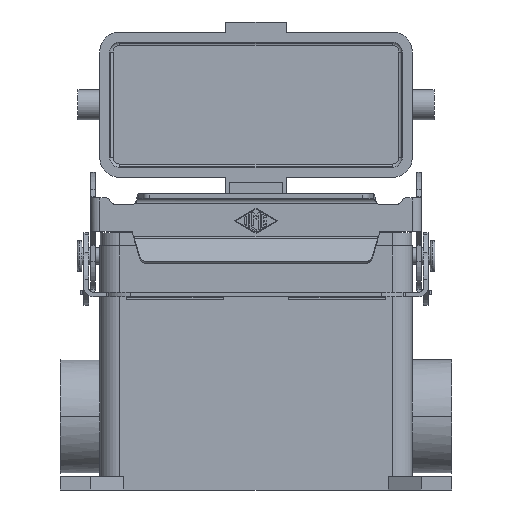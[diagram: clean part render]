
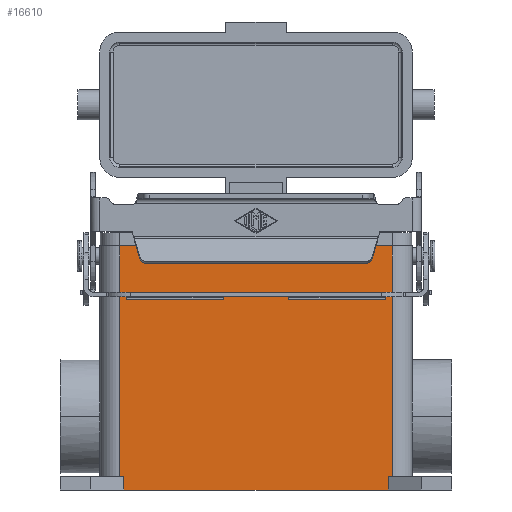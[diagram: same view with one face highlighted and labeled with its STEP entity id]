
A CAD part, front view. The second image highlights one B-rep face of the part: STEP entity #16610.
In plain terms, the highlighted planar face has unit normal (0, -1, 0).
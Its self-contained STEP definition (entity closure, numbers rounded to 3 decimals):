
#16371=CARTESIAN_POINT('',(39.5,-22.25,-70.0));
#16372=VERTEX_POINT('',#16371);
#16379=CARTESIAN_POINT('',(-39.5,-22.25,-70.0));
#16380=VERTEX_POINT('',#16379);
#16381=CARTESIAN_POINT('',(39.5,-22.25,-70.0));
#16382=DIRECTION('',(-1.0,0.0,0.0));
#16383=VECTOR('',#16382,79.0);
#16384=LINE('',#16381,#16383);
#16385=EDGE_CURVE('',#16372,#16380,#16384,.T.);
#16536=CARTESIAN_POINT('',(-39.5,-22.25,-66.0));
#16537=VERTEX_POINT('',#16536);
#16546=CARTESIAN_POINT('',(-39.5,-22.25,-70.0));
#16547=DIRECTION('',(0.0,0.0,1.0));
#16548=VECTOR('',#16547,4.0);
#16549=LINE('',#16546,#16548);
#16550=EDGE_CURVE('',#16380,#16537,#16549,.T.);
#16555=CARTESIAN_POINT('',(39.5,-22.25,-70.0));
#16556=DIRECTION('',(0.0,-1.0,0.0));
#16557=DIRECTION('',(0.0,0.0,-1.0));
#16558=AXIS2_PLACEMENT_3D('',#16555,#16556,#16557);
#16559=PLANE('',#16558);
#16560=ORIENTED_EDGE('',*,*,#16550,.F.);
#16561=ORIENTED_EDGE('',*,*,#16385,.F.);
#16562=CARTESIAN_POINT('',(39.5,-22.25,-66.0));
#16563=VERTEX_POINT('',#16562);
#16564=CARTESIAN_POINT('',(39.5,-22.25,-70.0));
#16565=DIRECTION('',(0.0,0.0,1.0));
#16566=VECTOR('',#16565,4.0);
#16567=LINE('',#16564,#16566);
#16568=EDGE_CURVE('',#16372,#16563,#16567,.T.);
#16569=ORIENTED_EDGE('',*,*,#16568,.T.);
#16570=CARTESIAN_POINT('',(40.75,-22.25,-66.0));
#16571=VERTEX_POINT('',#16570);
#16572=CARTESIAN_POINT('',(40.75,-22.25,-66.0));
#16573=DIRECTION('',(-1.0,0.0,0.0));
#16574=VECTOR('',#16573,1.25);
#16575=LINE('',#16572,#16574);
#16576=EDGE_CURVE('',#16571,#16563,#16575,.T.);
#16577=ORIENTED_EDGE('',*,*,#16576,.F.);
#16578=CARTESIAN_POINT('',(40.75,-22.25,3.));
#16579=VERTEX_POINT('',#16578);
#16580=CARTESIAN_POINT('',(40.75,-22.25,-66.0));
#16581=DIRECTION('',(0.0,0.0,1.0));
#16582=VECTOR('',#16581,69.0);
#16583=LINE('',#16580,#16582);
#16584=EDGE_CURVE('',#16571,#16579,#16583,.T.);
#16585=ORIENTED_EDGE('',*,*,#16584,.T.);
#16586=CARTESIAN_POINT('',(-40.75,-22.25,3.));
#16587=VERTEX_POINT('',#16586);
#16588=CARTESIAN_POINT('',(40.75,-22.25,3.));
#16589=DIRECTION('',(-1.0,0.0,0.0));
#16590=VECTOR('',#16589,81.5);
#16591=LINE('',#16588,#16590);
#16592=EDGE_CURVE('',#16579,#16587,#16591,.T.);
#16593=ORIENTED_EDGE('',*,*,#16592,.T.);
#16594=CARTESIAN_POINT('',(-40.75,-22.25,-66.0));
#16595=VERTEX_POINT('',#16594);
#16596=CARTESIAN_POINT('',(-40.75,-22.25,-66.0));
#16597=DIRECTION('',(0.0,0.0,1.0));
#16598=VECTOR('',#16597,69.0);
#16599=LINE('',#16596,#16598);
#16600=EDGE_CURVE('',#16595,#16587,#16599,.T.);
#16601=ORIENTED_EDGE('',*,*,#16600,.F.);
#16602=CARTESIAN_POINT('',(-39.5,-22.25,-66.0));
#16603=DIRECTION('',(-1.0,0.0,0.0));
#16604=VECTOR('',#16603,1.25);
#16605=LINE('',#16602,#16604);
#16606=EDGE_CURVE('',#16537,#16595,#16605,.T.);
#16607=ORIENTED_EDGE('',*,*,#16606,.F.);
#16608=EDGE_LOOP('',(#16560,#16561,#16569,#16577,#16585,#16593,#16601,#16607));
#16609=FACE_OUTER_BOUND('',#16608,.T.);
#16610=ADVANCED_FACE('',(#16609),#16559,.T.);
